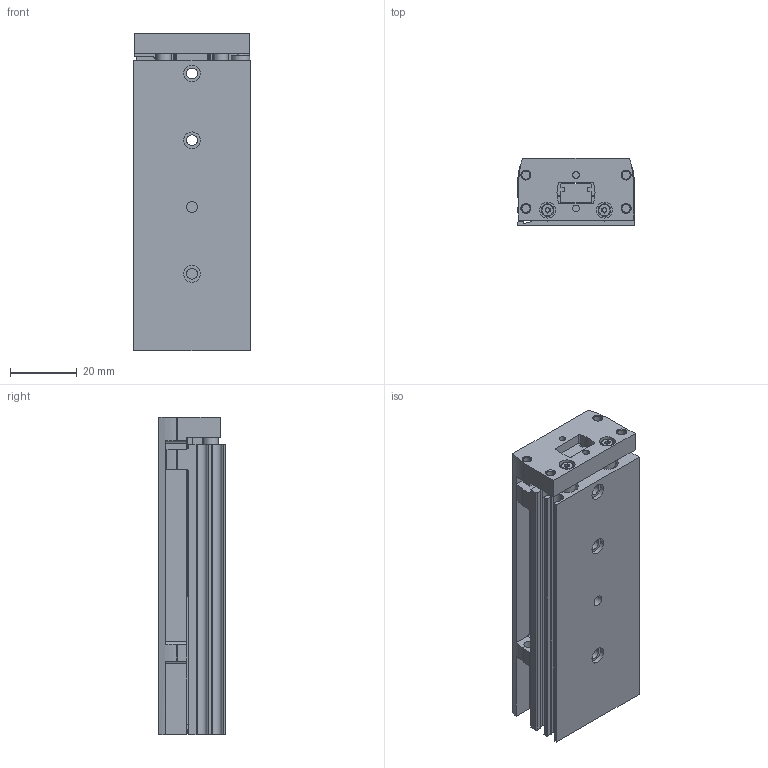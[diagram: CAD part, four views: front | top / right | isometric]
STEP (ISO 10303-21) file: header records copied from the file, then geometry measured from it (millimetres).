
FILE_DESCRIPTION(/* description */ ('STEP AP214'),/* implementation_level */ '2;1');
FILE_NAME(/* name */ '8078832_DGST-6-50-E1A',/* time_stamp */ '2024-08-16T08:16:05+02:00',/* author */ ('License CC BY-ND 4.0'),/* organization */ ('CADENAS'),/* preprocessor_version */ 'ST-DEVELOPER v19.3',/* originating_system */ 'PARTsolutions',/* authorisation */ ' ');
FILE_SCHEMA (('AUTOMOTIVE_DESIGN {1 0 10303 214 3 1 1}'));
Length unit declared in the file: millimetre
Products named in the file (3): 8078832 DGST-6-50-E1A---(0-high); 8073891 DGST-6-50---E1---(mechanical-high)h; 8073891 DGST-6-50---(mechanical-high)s
Assembly tree (2 placements, depth 2):
  8078832 DGST-6-50-E1A---(0-high)
    8073891 DGST-6-50---E1---(mechanical-high)h
    8073891 DGST-6-50---(mechanical-high)s
Bounding box: 35 x 20 x 95 mm (x, y, z)
Volume: 49559.9 mm3; surface area: 28858 mm2
Topology: 2 solids, 2 shells, 436 faces, 1055 edges, 691 vertices
Faces by surface type: cylinder 221, plane 178, cone 26, torus 11
Full cylindrical faces by diameter (mm): 2 x2, 2.459 x14, 2.8 x1, 3 x4, 3.242 x4, 3.459 x2, 3.8 x2, 4.6 x2, 4.8 x2, 5 x5, 5.5 x5, 6 x20
Entity records: 13874 total; most frequent: DIRECTION 2306, CARTESIAN_POINT 2105, ORIENTED_EDGE 1906, EDGE_CURVE 953, AXIS2_PLACEMENT_3D 922, VERTEX_POINT 689, EDGE_LOOP 622, FACE_BOUND 622
